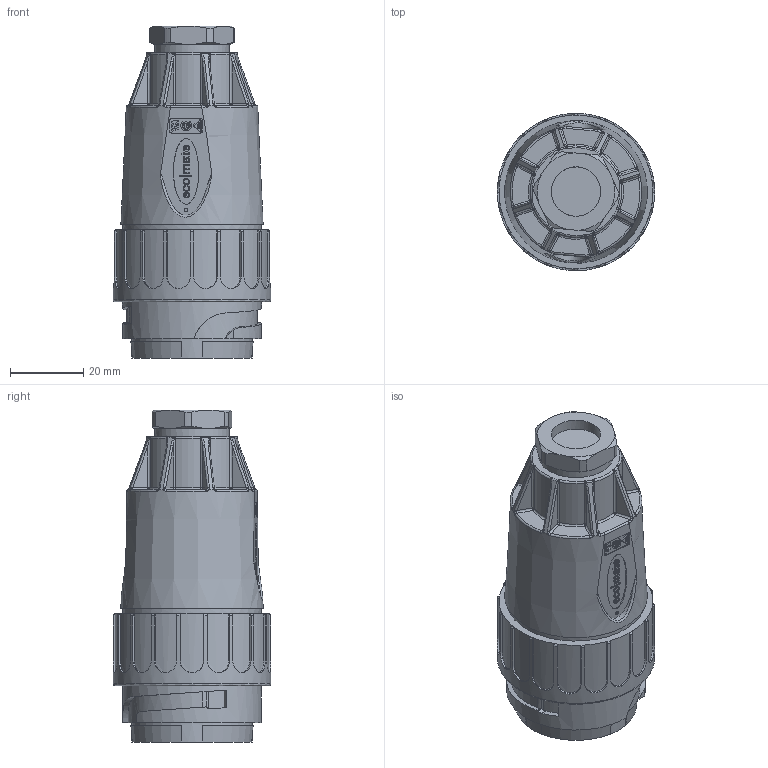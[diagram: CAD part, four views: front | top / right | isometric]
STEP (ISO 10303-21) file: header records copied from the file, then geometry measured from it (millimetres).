
FILE_DESCRIPTION(/* description */ (''),/* implementation_level */ '2;1');
FILE_NAME(/* name */ 'c016 10h014 003 2nxc001-01.stp',/* time_stamp */ '2019-07-08T08:54:00+02:00',/* author */ (''),/* organization */ (''),/* preprocessor_version */ 'ST-DEVELOPER v16.7',/* originating_system */ 'SIEMENS PLM Software NX 12.0',/* authorisation */ '');
FILE_SCHEMA (('AUTOMOTIVE_DESIGN { 1 0 10303 214 3 1 1 1 }'));
Length unit declared in the file: millimetre
Products named in the file (1): c016 10h014 003 2nxc001-01
Bounding box: 43 x 43 x 90.75 mm (x, y, z)
Volume: 78640.1 mm3; surface area: 17015.4 mm2
Topology: 1 solids, 1 shells, 1318 faces, 3456 edges, 2235 vertices
Faces by surface type: plane 698, cylinder 276, bspline 164, extrusion 60, torus 50, cone 38, sphere 32
Full cylindrical faces by diameter (mm): 1 x1, 1.8 x1, 2 x1, 3.3 x11, 4.6 x7, 13.5 x1, 20.4 x1, 29.1 x1, 33 x1, 38 x2, 43 x1
Entity records: 44562 total; most frequent: CARTESIAN_POINT 14354, ORIENTED_EDGE 6760, DIRECTION 5510, EDGE_CURVE 3380, VERTEX_POINT 2210, AXIS2_PLACEMENT_3D 1859, VECTOR 1792, LINE 1732
